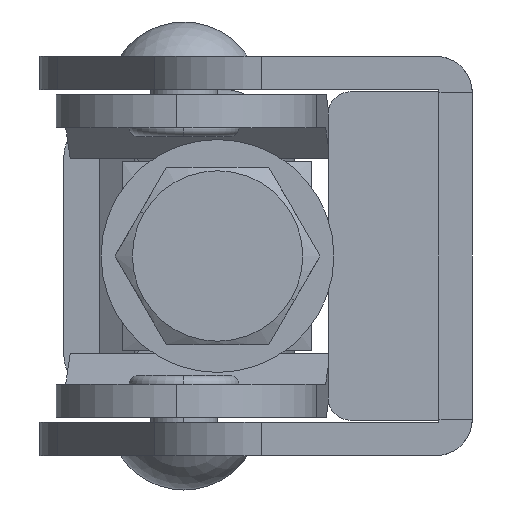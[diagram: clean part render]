
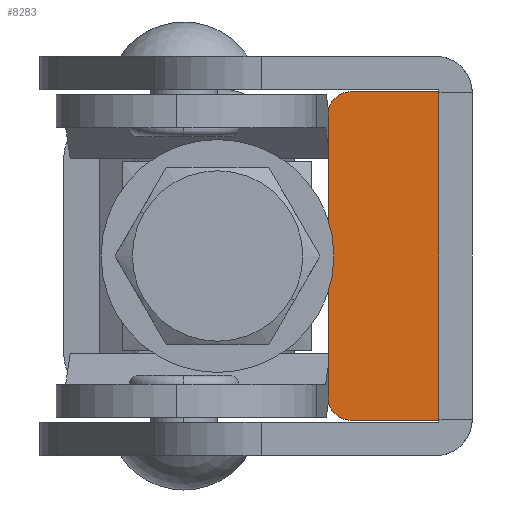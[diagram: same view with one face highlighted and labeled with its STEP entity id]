
A CAD part, left-side view. The second image highlights one B-rep face of the part: STEP entity #8283.
In plain terms, the highlighted planar face has unit normal (-1, 0, 0).
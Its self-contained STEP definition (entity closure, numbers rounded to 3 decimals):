
#30 = VERTEX_POINT ( 'NONE', #2919 ) ;
#99 = DIRECTION ( 'NONE',  ( 0., -1., 0. ) ) ;
#221 = LINE ( 'NONE', #3441, #8009 ) ;
#260 = ORIENTED_EDGE ( 'NONE', *, *, #5996, .T. ) ;
#347 = CARTESIAN_POINT ( 'NONE',  ( 20.4, 11., 12.8 ) ) ;
#383 = VECTOR ( 'NONE', #2624, 1000. ) ;
#836 = DIRECTION ( 'NONE',  ( 0., 0., 1. ) ) ;
#1119 = DIRECTION ( 'NONE',  ( 0., 1., 0. ) ) ;
#1163 = CARTESIAN_POINT ( 'NONE',  ( 20.4, 3.1, 14.8 ) ) ;
#1549 = LINE ( 'NONE', #8081, #9075 ) ;
#1563 = VERTEX_POINT ( 'NONE', #8635 ) ;
#1842 = FACE_OUTER_BOUND ( 'NONE', #5921, .T. ) ;
#2097 = DIRECTION ( 'NONE',  ( 0., 1., 0. ) ) ;
#2162 = EDGE_CURVE ( 'NONE', #6634, #7752, #1549, .T. ) ;
#2458 = DIRECTION ( 'NONE',  ( 0., 1., 0. ) ) ;
#2472 = EDGE_CURVE ( 'NONE', #8115, #6561, #221, .T. ) ;
#2489 = ORIENTED_EDGE ( 'NONE', *, *, #2472, .F. ) ;
#2576 = DIRECTION ( 'NONE',  ( 0., -1., 0. ) ) ;
#2624 = DIRECTION ( 'NONE',  ( 0., 1., 0. ) ) ;
#2648 = CARTESIAN_POINT ( 'NONE',  ( 20.4, 13., 12.8 ) ) ;
#2892 = VERTEX_POINT ( 'NONE', #1163 ) ;
#2919 = CARTESIAN_POINT ( 'NONE',  ( 20.4, 11., 14.8 ) ) ;
#3094 = VECTOR ( 'NONE', #836, 1000. ) ;
#3169 = CARTESIAN_POINT ( 'NONE',  ( 20.4, 3., -14.8 ) ) ;
#3319 = LINE ( 'NONE', #6111, #3094 ) ;
#3441 = CARTESIAN_POINT ( 'NONE',  ( 20.4, 3.1, -14.8 ) ) ;
#3634 = ORIENTED_EDGE ( 'NONE', *, *, #2162, .T. ) ;
#3726 = AXIS2_PLACEMENT_3D ( 'NONE', #8349, #3845, #9096 ) ;
#3845 = DIRECTION ( 'NONE',  ( -1., 0., 0. ) ) ;
#3884 = CARTESIAN_POINT ( 'NONE',  ( 20.4, 3., -14.8 ) ) ;
#4646 = EDGE_CURVE ( 'NONE', #2892, #30, #8181, .T. ) ;
#4680 = CARTESIAN_POINT ( 'NONE',  ( 20.4, 3., 14.8 ) ) ;
#5326 = ORIENTED_EDGE ( 'NONE', *, *, #5803, .T. ) ;
#5450 = ORIENTED_EDGE ( 'NONE', *, *, #8386, .F. ) ;
#5561 = CARTESIAN_POINT ( 'NONE',  ( 20.4, 3.1, -14.8 ) ) ;
#5632 = DIRECTION ( 'NONE',  ( -1., 0., 0. ) ) ;
#5666 = CIRCLE ( 'NONE', #3726, 2. ) ;
#5681 = CIRCLE ( 'NONE', #6803, 2. ) ;
#5797 = EDGE_CURVE ( 'NONE', #8115, #7046, #3319, .T. ) ;
#5803 = EDGE_CURVE ( 'NONE', #1563, #6561, #9087, .T. ) ;
#5921 = EDGE_LOOP ( 'NONE', ( #3634, #260, #5326, #2489, #8990, #5450, #6364, #8385 ) ) ;
#5996 = EDGE_CURVE ( 'NONE', #7752, #1563, #5666, .T. ) ;
#6111 = CARTESIAN_POINT ( 'NONE',  ( 20.4, 3., -15. ) ) ;
#6193 = PLANE ( 'NONE',  #7527 ) ;
#6364 = ORIENTED_EDGE ( 'NONE', *, *, #4646, .T. ) ;
#6561 = VERTEX_POINT ( 'NONE', #5561 ) ;
#6634 = VERTEX_POINT ( 'NONE', #2648 ) ;
#6678 = DIRECTION ( 'NONE',  ( 0., 0., -1. ) ) ;
#6803 = AXIS2_PLACEMENT_3D ( 'NONE', #347, #5632, #1119 ) ;
#6836 = VECTOR ( 'NONE', #99, 1000. ) ;
#6925 = DIRECTION ( 'NONE',  ( 1., 0., 0. ) ) ;
#7046 = VERTEX_POINT ( 'NONE', #4680 ) ;
#7470 = VECTOR ( 'NONE', #2576, 1000. ) ;
#7527 = AXIS2_PLACEMENT_3D ( 'NONE', #3169, #6925, #2458 ) ;
#7752 = VERTEX_POINT ( 'NONE', #9455 ) ;
#7831 = CARTESIAN_POINT ( 'NONE',  ( 20.4, 3.1, 14.8 ) ) ;
#7872 = CARTESIAN_POINT ( 'NONE',  ( 20.4, 13., 14.8 ) ) ;
#8009 = VECTOR ( 'NONE', #2097, 1000. ) ;
#8081 = CARTESIAN_POINT ( 'NONE',  ( 20.4, 13., -14.8 ) ) ;
#8115 = VERTEX_POINT ( 'NONE', #8304 ) ;
#8181 = LINE ( 'NONE', #7872, #383 ) ;
#8283 = ADVANCED_FACE ( 'NONE', ( #1842 ), #6193, .F. ) ;
#8304 = CARTESIAN_POINT ( 'NONE',  ( 20.4, 3., -14.8 ) ) ;
#8349 = CARTESIAN_POINT ( 'NONE',  ( 20.4, 11., -12.8 ) ) ;
#8385 = ORIENTED_EDGE ( 'NONE', *, *, #9346, .T. ) ;
#8386 = EDGE_CURVE ( 'NONE', #2892, #7046, #9253, .T. ) ;
#8635 = CARTESIAN_POINT ( 'NONE',  ( 20.4, 11., -14.8 ) ) ;
#8990 = ORIENTED_EDGE ( 'NONE', *, *, #5797, .T. ) ;
#9075 = VECTOR ( 'NONE', #6678, 1000. ) ;
#9087 = LINE ( 'NONE', #3884, #6836 ) ;
#9096 = DIRECTION ( 'NONE',  ( 0., 1., 0. ) ) ;
#9253 = LINE ( 'NONE', #7831, #7470 ) ;
#9346 = EDGE_CURVE ( 'NONE', #30, #6634, #5681, .T. ) ;
#9455 = CARTESIAN_POINT ( 'NONE',  ( 20.4, 13., -12.8 ) ) ;
